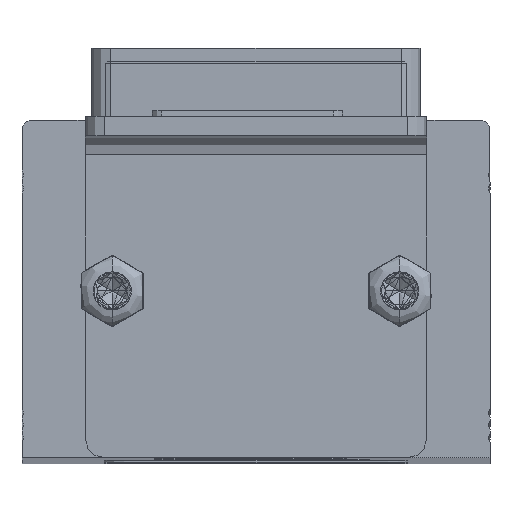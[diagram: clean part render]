
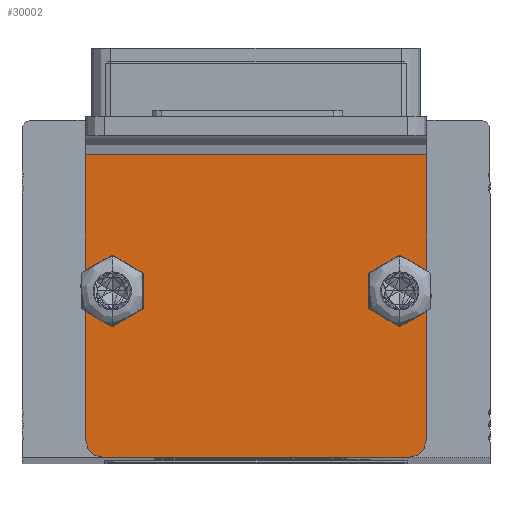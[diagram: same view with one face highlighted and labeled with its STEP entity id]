
A CAD part, top view. The second image highlights one B-rep face of the part: STEP entity #30002.
In plain terms, the highlighted planar face has unit normal (0, 0, 1).
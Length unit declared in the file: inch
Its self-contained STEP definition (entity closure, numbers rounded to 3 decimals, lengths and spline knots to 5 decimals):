
#2622 = VERTEX_POINT ( 'NONE', #30598 ) ;
#4293 = FACE_BOUND ( 'NONE', #6424, .T. ) ;
#4450 = AXIS2_PLACEMENT_3D ( 'NONE', #24320, #85438, #193159 ) ;
#6424 = EDGE_LOOP ( 'NONE', ( #224148, #254946 ) ) ;
#7275 = CARTESIAN_POINT ( 'NONE',  ( 0.89, 0.69, 0. ) ) ;
#10037 = VECTOR ( 'NONE', #232687, 39.37008 ) ;
#10187 = DIRECTION ( 'NONE',  ( 0., 0., 1. ) ) ;
#11061 = DIRECTION ( 'NONE',  ( 1., 0., 0. ) ) ;
#13615 = DIRECTION ( 'NONE',  ( 1., 0., 0. ) ) ;
#18481 = EDGE_CURVE ( 'NONE', #40804, #72880, #205309, .T. ) ;
#20200 = DIRECTION ( 'NONE',  ( 1., 0., 0. ) ) ;
#24320 = CARTESIAN_POINT ( 'NONE',  ( -0.75, -0.02, 0. ) ) ;
#24588 = VECTOR ( 'NONE', #233737, 39.37008 ) ;
#27737 = LINE ( 'NONE', #212762, #24588 ) ;
#30002 = ADVANCED_FACE ( 'NONE', ( #4293, #213261, #102197 ), #229265, .T. ) ;
#30598 = CARTESIAN_POINT ( 'NONE',  ( -0.89, 0.69, 0. ) ) ;
#30753 = DIRECTION ( 'NONE',  ( 1., 0., 0. ) ) ;
#31865 = VERTEX_POINT ( 'NONE', #61157 ) ;
#33263 = EDGE_CURVE ( 'NONE', #98392, #31865, #210560, .T. ) ;
#40804 = VERTEX_POINT ( 'NONE', #42415 ) ;
#41129 = EDGE_CURVE ( 'NONE', #128283, #259531, #230641, .T. ) ;
#42415 = CARTESIAN_POINT ( 'NONE',  ( 0.89, -0.79, 0. ) ) ;
#45277 = CIRCLE ( 'NONE', #106050, 0.08 ) ;
#45302 = VERTEX_POINT ( 'NONE', #112015 ) ;
#46265 = EDGE_CURVE ( 'NONE', #196492, #63346, #85477, .T. ) ;
#47639 = EDGE_CURVE ( 'NONE', #45302, #128283, #156522, .T. ) ;
#61157 = CARTESIAN_POINT ( 'NONE',  ( -0.67, -0.02, 0. ) ) ;
#63346 = VERTEX_POINT ( 'NONE', #196966 ) ;
#64418 = CARTESIAN_POINT ( 'NONE',  ( 0.79, -0.89, 0. ) ) ;
#72880 = VERTEX_POINT ( 'NONE', #7275 ) ;
#73663 = VECTOR ( 'NONE', #179757, 39.37008 ) ;
#73801 = CIRCLE ( 'NONE', #227689, 0.1 ) ;
#78063 = CARTESIAN_POINT ( 'NONE',  ( -0.75, -0.02, 0. ) ) ;
#85438 = DIRECTION ( 'NONE',  ( 0., 0., 1. ) ) ;
#85477 = CIRCLE ( 'NONE', #223903, 0.08 ) ;
#91886 = CARTESIAN_POINT ( 'NONE',  ( -0.79, -0.79, 0. ) ) ;
#96737 = CARTESIAN_POINT ( 'NONE',  ( -0.79, -0.89, 0. ) ) ;
#98392 = VERTEX_POINT ( 'NONE', #223957 ) ;
#99680 = EDGE_CURVE ( 'NONE', #63346, #196492, #45277, .T. ) ;
#102197 = FACE_OUTER_BOUND ( 'NONE', #236042, .T. ) ;
#106050 = AXIS2_PLACEMENT_3D ( 'NONE', #242712, #222666, #13615 ) ;
#112015 = CARTESIAN_POINT ( 'NONE',  ( -0.89, -0.79, 0. ) ) ;
#114259 = CARTESIAN_POINT ( 'NONE',  ( 0.75, -0.02, 0. ) ) ;
#123588 = DIRECTION ( 'NONE',  ( 1., 0., 0. ) ) ;
#127562 = AXIS2_PLACEMENT_3D ( 'NONE', #145353, #209154, #20200 ) ;
#128283 = VERTEX_POINT ( 'NONE', #96737 ) ;
#130245 = VECTOR ( 'NONE', #268013, 39.37008 ) ;
#136697 = DIRECTION ( 'NONE',  ( 0., 0., 1. ) ) ;
#141171 = DIRECTION ( 'NONE',  ( 1., 0., 0. ) ) ;
#142793 = DIRECTION ( 'NONE',  ( 0., 0., 1. ) ) ;
#145353 = CARTESIAN_POINT ( 'NONE',  ( 0., 0., 0. ) ) ;
#148269 = ORIENTED_EDGE ( 'NONE', *, *, #33263, .F. ) ;
#148403 = EDGE_CURVE ( 'NONE', #259531, #40804, #73801, .T. ) ;
#148755 = CARTESIAN_POINT ( 'NONE',  ( -0.89, 0.69, 0. ) ) ;
#153447 = ORIENTED_EDGE ( 'NONE', *, *, #196497, .F. ) ;
#153545 = ORIENTED_EDGE ( 'NONE', *, *, #18481, .T. ) ;
#156267 = AXIS2_PLACEMENT_3D ( 'NONE', #78063, #244233, #141171 ) ;
#156522 = CIRCLE ( 'NONE', #233186, 0.1 ) ;
#161373 = ORIENTED_EDGE ( 'NONE', *, *, #47639, .T. ) ;
#163185 = CIRCLE ( 'NONE', #156267, 0.08 ) ;
#163595 = ORIENTED_EDGE ( 'NONE', *, *, #186379, .F. ) ;
#163722 = CARTESIAN_POINT ( 'NONE',  ( 0.79, -0.79, 0. ) ) ;
#179757 = DIRECTION ( 'NONE',  ( 1., 0., 0. ) ) ;
#186379 = EDGE_CURVE ( 'NONE', #31865, #98392, #163185, .T. ) ;
#189696 = LINE ( 'NONE', #148755, #10037 ) ;
#193159 = DIRECTION ( 'NONE',  ( 1., 0., 0. ) ) ;
#195634 = EDGE_LOOP ( 'NONE', ( #163595, #148269 ) ) ;
#196492 = VERTEX_POINT ( 'NONE', #211683 ) ;
#196497 = EDGE_CURVE ( 'NONE', #2622, #72880, #189696, .T. ) ;
#196966 = CARTESIAN_POINT ( 'NONE',  ( 0.83, -0.02, 0. ) ) ;
#205309 = LINE ( 'NONE', #247070, #130245 ) ;
#209154 = DIRECTION ( 'NONE',  ( 0., 0., 1. ) ) ;
#210560 = CIRCLE ( 'NONE', #4450, 0.08 ) ;
#211683 = CARTESIAN_POINT ( 'NONE',  ( 0.67, -0.02, 0. ) ) ;
#212762 = CARTESIAN_POINT ( 'NONE',  ( -0.89, 0.89, 0. ) ) ;
#213261 = FACE_BOUND ( 'NONE', #195634, .T. ) ;
#219074 = CARTESIAN_POINT ( 'NONE',  ( -0.89, -0.89, 0. ) ) ;
#220280 = EDGE_CURVE ( 'NONE', #2622, #45302, #27737, .T. ) ;
#222666 = DIRECTION ( 'NONE',  ( 0., 0., 1. ) ) ;
#223903 = AXIS2_PLACEMENT_3D ( 'NONE', #114259, #10187, #11061 ) ;
#223957 = CARTESIAN_POINT ( 'NONE',  ( -0.83, -0.02, 0. ) ) ;
#224148 = ORIENTED_EDGE ( 'NONE', *, *, #99680, .F. ) ;
#226249 = ORIENTED_EDGE ( 'NONE', *, *, #220280, .T. ) ;
#227689 = AXIS2_PLACEMENT_3D ( 'NONE', #163722, #142793, #123588 ) ;
#229265 = PLANE ( 'NONE',  #127562 ) ;
#230641 = LINE ( 'NONE', #219074, #73663 ) ;
#232687 = DIRECTION ( 'NONE',  ( 1., 0., 0. ) ) ;
#233186 = AXIS2_PLACEMENT_3D ( 'NONE', #91886, #136697, #30753 ) ;
#233737 = DIRECTION ( 'NONE',  ( 0., -1., 0. ) ) ;
#236042 = EDGE_LOOP ( 'NONE', ( #251127, #267016, #153545, #153447, #226249, #161373 ) ) ;
#242712 = CARTESIAN_POINT ( 'NONE',  ( 0.75, -0.02, 0. ) ) ;
#244233 = DIRECTION ( 'NONE',  ( 0., 0., 1. ) ) ;
#247070 = CARTESIAN_POINT ( 'NONE',  ( 0.89, 0.89, 0. ) ) ;
#251127 = ORIENTED_EDGE ( 'NONE', *, *, #41129, .T. ) ;
#254946 = ORIENTED_EDGE ( 'NONE', *, *, #46265, .F. ) ;
#259531 = VERTEX_POINT ( 'NONE', #64418 ) ;
#267016 = ORIENTED_EDGE ( 'NONE', *, *, #148403, .T. ) ;
#268013 = DIRECTION ( 'NONE',  ( 0., 1., 0. ) ) ;
